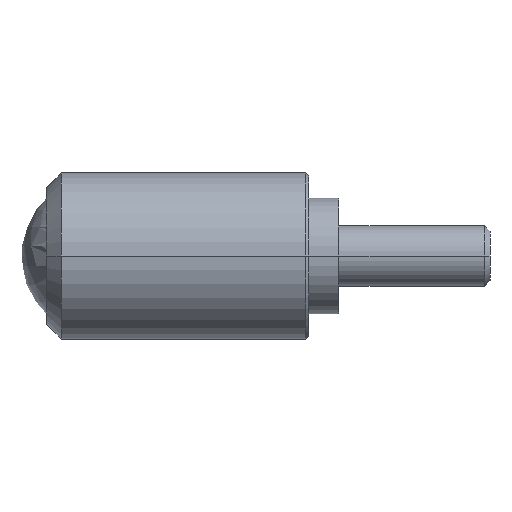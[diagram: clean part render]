
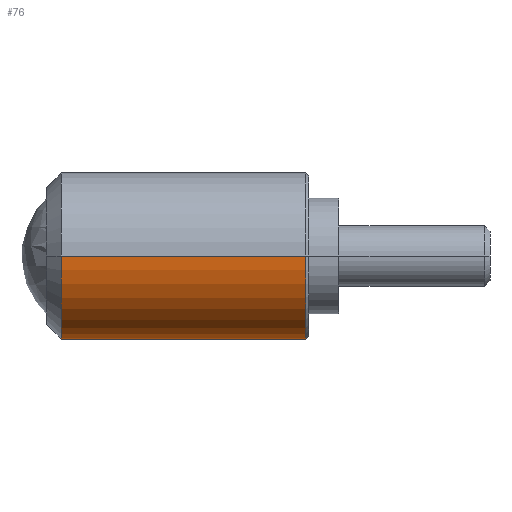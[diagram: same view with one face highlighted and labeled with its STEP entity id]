
A CAD part, left-side view. The second image highlights one B-rep face of the part: STEP entity #76.
In plain terms, the highlighted cylindrical face has radius 16.5 mm (diameter 33 mm), a partial arc.
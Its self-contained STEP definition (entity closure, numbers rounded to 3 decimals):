
#76 = ADVANCED_FACE( '', ( #99 ), #100, .T. );
#99 = FACE_OUTER_BOUND( '', #144, .T. );
#100 = CYLINDRICAL_SURFACE( '', #145, 16.5 );
#144 = EDGE_LOOP( '', ( #194, #195, #196, #197, #198, #199 ) );
#145 = AXIS2_PLACEMENT_3D( '', #200, #201, #202 );
#194 = ORIENTED_EDGE( '', *, *, #342, .F. );
#195 = ORIENTED_EDGE( '', *, *, #343, .T. );
#196 = ORIENTED_EDGE( '', *, *, #344, .F. );
#197 = ORIENTED_EDGE( '', *, *, #339, .F. );
#198 = ORIENTED_EDGE( '', *, *, #345, .F. );
#199 = ORIENTED_EDGE( '', *, *, #346, .T. );
#200 = CARTESIAN_POINT( '', ( 0., 30.85, 0. ) );
#201 = DIRECTION( '', ( 0., -1., 0. ) );
#202 = DIRECTION( '', ( 1., 0., 0. ) );
#339 = EDGE_CURVE( '', #382, #385, #386, .T. );
#342 = EDGE_CURVE( '', #390, #391, #392, .T. );
#343 = EDGE_CURVE( '', #390, #393, #394, .T. );
#344 = EDGE_CURVE( '', #385, #393, #395, .T. );
#345 = EDGE_CURVE( '', #396, #382, #397, .T. );
#346 = EDGE_CURVE( '', #396, #391, #398, .T. );
#382 = VERTEX_POINT( '', #454 );
#385 = VERTEX_POINT( '', #458 );
#386 = CIRCLE( '', #459, 16.5 );
#390 = VERTEX_POINT( '', #464 );
#391 = VERTEX_POINT( '', #465 );
#392 = LINE( '', #466, #467 );
#393 = VERTEX_POINT( '', #468 );
#394 = CIRCLE( '', #469, 16.5 );
#395 = LINE( '', #470, #471 );
#396 = VERTEX_POINT( '', #472 );
#397 = LINE( '', #473, #474 );
#398 = B_SPLINE_CURVE_WITH_KNOTS( '', 3, ( #475, #476, #477, #478, #479, #480, #481, #482, #483, #484, #485, #486, #487, #488, #489, #490, #491, #492, #493, #494, #495, #496, #497, #498, #499, #500, #501, #502, #503, #504, #505, #506, #507, #508 ), .UNSPECIFIED., .F., .F., ( 4, 2, 2, 2, 2, 2, 2, 2, 2, 2, 2, 2, 2, 2, 2, 2, 4 ), ( 9.912, 11.15, 12.388, 13.627, 14.865, 16.104, 17.344, 18.583, 19.823, 21.063, 22.302, 23.542, 24.781, 26.019, 27.258, 28.496, 29.735 ), .UNSPECIFIED. );
#454 = CARTESIAN_POINT( '', ( 16.5, 55.1, 0. ) );
#458 = CARTESIAN_POINT( '', ( -16.5, 55.1, 0. ) );
#459 = AXIS2_PLACEMENT_3D( '', #609, #610, #611 );
#464 = CARTESIAN_POINT( '', ( 16.5, 6.6, 0. ) );
#465 = CARTESIAN_POINT( '', ( 16.5, 40.5, 0. ) );
#466 = CARTESIAN_POINT( '', ( 16.5, 30.85, 0. ) );
#467 = VECTOR( '', #616, 1. );
#468 = CARTESIAN_POINT( '', ( -16.5, 6.6, 0. ) );
#469 = AXIS2_PLACEMENT_3D( '', #617, #618, #619 );
#470 = CARTESIAN_POINT( '', ( -16.5, 30.85, 0. ) );
#471 = VECTOR( '', #620, 1. );
#472 = CARTESIAN_POINT( '', ( 16.5, 53.5, 0. ) );
#473 = CARTESIAN_POINT( '', ( 16.5, 30.85, 0. ) );
#474 = VECTOR( '', #621, 1. );
#475 = CARTESIAN_POINT( '', ( 16.5, 53.5, 0. ) );
#476 = CARTESIAN_POINT( '', ( 16.5, 53.5, -0.413 ) );
#477 = CARTESIAN_POINT( '', ( 16.484, 53.46, -0.838 ) );
#478 = CARTESIAN_POINT( '', ( 16.42, 53.293, -1.682 ) );
#479 = CARTESIAN_POINT( '', ( 16.371, 53.167, -2.1 ) );
#480 = CARTESIAN_POINT( '', ( 16.248, 52.834, -2.9 ) );
#481 = CARTESIAN_POINT( '', ( 16.174, 52.627, -3.282 ) );
#482 = CARTESIAN_POINT( '', ( 16.015, 52.151, -3.987 ) );
#483 = CARTESIAN_POINT( '', ( 15.93, 51.882, -4.31 ) );
#484 = CARTESIAN_POINT( '', ( 15.764, 51.31, -4.882 ) );
#485 = CARTESIAN_POINT( '', ( 15.677, 50.987, -5.151 ) );
#486 = CARTESIAN_POINT( '', ( 15.513, 50.281, -5.627 ) );
#487 = CARTESIAN_POINT( '', ( 15.435, 49.899, -5.834 ) );
#488 = CARTESIAN_POINT( '', ( 15.305, 49.1, -6.167 ) );
#489 = CARTESIAN_POINT( '', ( 15.253, 48.682, -6.293 ) );
#490 = CARTESIAN_POINT( '', ( 15.183, 47.839, -6.46 ) );
#491 = CARTESIAN_POINT( '', ( 15.166, 47.413, -6.5 ) );
#492 = CARTESIAN_POINT( '', ( 15.166, 46.587, -6.5 ) );
#493 = CARTESIAN_POINT( '', ( 15.183, 46.161, -6.46 ) );
#494 = CARTESIAN_POINT( '', ( 15.253, 45.318, -6.293 ) );
#495 = CARTESIAN_POINT( '', ( 15.305, 44.9, -6.167 ) );
#496 = CARTESIAN_POINT( '', ( 15.435, 44.101, -5.834 ) );
#497 = CARTESIAN_POINT( '', ( 15.513, 43.719, -5.627 ) );
#498 = CARTESIAN_POINT( '', ( 15.677, 43.013, -5.151 ) );
#499 = CARTESIAN_POINT( '', ( 15.764, 42.69, -4.882 ) );
#500 = CARTESIAN_POINT( '', ( 15.93, 42.118, -4.31 ) );
#501 = CARTESIAN_POINT( '', ( 16.015, 41.849, -3.987 ) );
#502 = CARTESIAN_POINT( '', ( 16.174, 41.373, -3.282 ) );
#503 = CARTESIAN_POINT( '', ( 16.248, 41.166, -2.9 ) );
#504 = CARTESIAN_POINT( '', ( 16.371, 40.833, -2.1 ) );
#505 = CARTESIAN_POINT( '', ( 16.42, 40.707, -1.682 ) );
#506 = CARTESIAN_POINT( '', ( 16.484, 40.54, -0.838 ) );
#507 = CARTESIAN_POINT( '', ( 16.5, 40.5, -0.413 ) );
#508 = CARTESIAN_POINT( '', ( 16.5, 40.5, 0. ) );
#609 = CARTESIAN_POINT( '', ( 0., 55.1, 0. ) );
#610 = DIRECTION( '', ( 0., 1., 0. ) );
#611 = DIRECTION( '', ( 1., 0., 0. ) );
#616 = DIRECTION( '', ( 0., 1., 0. ) );
#617 = CARTESIAN_POINT( '', ( 0., 6.6, 0. ) );
#618 = DIRECTION( '', ( 0., 1., 0. ) );
#619 = DIRECTION( '', ( 1., 0., 0. ) );
#620 = DIRECTION( '', ( 0., -1., 0. ) );
#621 = DIRECTION( '', ( 0., 1., 0. ) );
